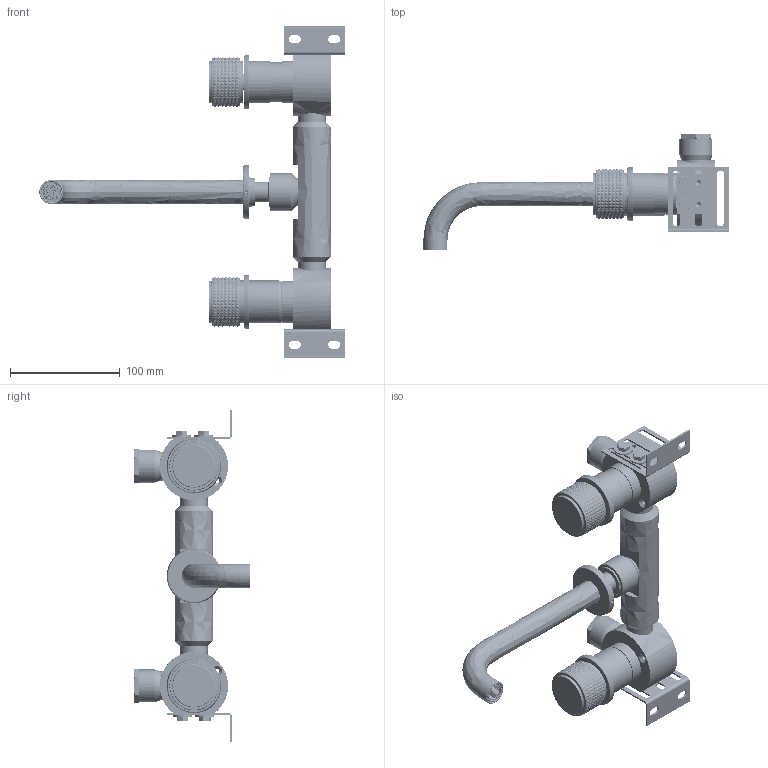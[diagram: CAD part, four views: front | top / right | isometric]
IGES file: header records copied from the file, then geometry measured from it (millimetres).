
Global section: file name: FORMET20K17-1CPR; native system: Autodesk Inventor 2020; preprocessor: unknown; author: rclarke; date: 20221130.103734; units: millimetre
Bounding box: 277.85 x 105.5 x 302 mm (x, y, z)
Volume: 565289.8 mm3; surface area: 268606.1 mm2
Topology: 70 solids, 70 shells, 7378 faces, 18700 edges, 11588 vertices
Faces by surface type: bspline 7378
